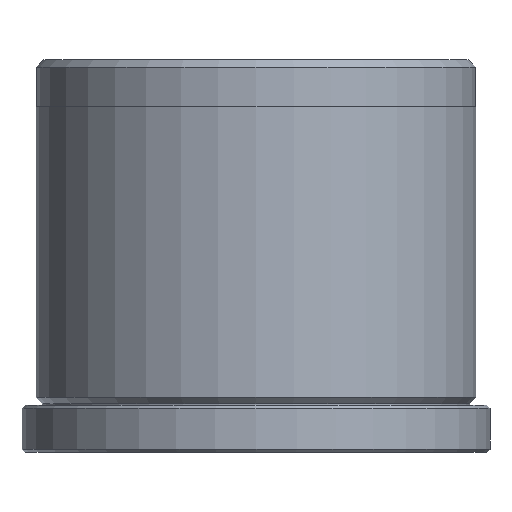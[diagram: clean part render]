
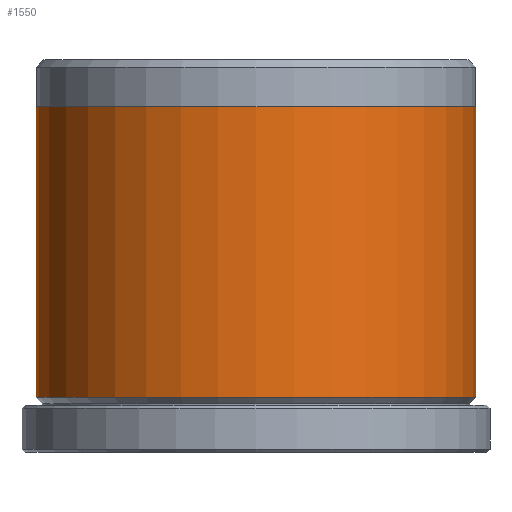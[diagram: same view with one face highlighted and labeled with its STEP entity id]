
A CAD part, front view. The second image highlights one B-rep face of the part: STEP entity #1550.
In plain terms, the highlighted cylindrical face has radius 14 mm (diameter 28 mm), a partial arc.
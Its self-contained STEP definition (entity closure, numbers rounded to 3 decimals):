
#12 = EDGE_CURVE ( 'NONE', #110, #678, #345, .T. ) ;
#110 = VERTEX_POINT ( 'NONE', #242 ) ;
#128 = ORIENTED_EDGE ( 'NONE', *, *, #1662, .F. ) ;
#134 = VECTOR ( 'NONE', #1468, 1000. ) ;
#214 = DIRECTION ( 'NONE',  ( -1., 0., 0. ) ) ;
#242 = CARTESIAN_POINT ( 'NONE',  ( -14., 0., 22. ) ) ;
#336 = CARTESIAN_POINT ( 'NONE',  ( 0., 0., 25. ) ) ;
#345 = CIRCLE ( 'NONE', #861, 14. ) ;
#388 = FACE_OUTER_BOUND ( 'NONE', #1281, .T. ) ;
#500 = EDGE_CURVE ( 'NONE', #110, #1206, #1224, .T. ) ;
#586 = ORIENTED_EDGE ( 'NONE', *, *, #1413, .F. ) ;
#630 = CARTESIAN_POINT ( 'NONE',  ( -14., 0., 25. ) ) ;
#676 = VECTOR ( 'NONE', #697, 1000. ) ;
#678 = VERTEX_POINT ( 'NONE', #2671 ) ;
#697 = DIRECTION ( 'NONE',  ( 0., 0., -1. ) ) ;
#838 = CARTESIAN_POINT ( 'NONE',  ( -14., 0., 3.5 ) ) ;
#861 = AXIS2_PLACEMENT_3D ( 'NONE', #2139, #2318, #2299 ) ;
#884 = CYLINDRICAL_SURFACE ( 'NONE', #1486, 14. ) ;
#1182 = LINE ( 'NONE', #1835, #134 ) ;
#1206 = VERTEX_POINT ( 'NONE', #838 ) ;
#1224 = LINE ( 'NONE', #630, #676 ) ;
#1281 = EDGE_LOOP ( 'NONE', ( #128, #1479, #2529, #586 ) ) ;
#1413 = EDGE_CURVE ( 'NONE', #1779, #1206, #2345, .T. ) ;
#1468 = DIRECTION ( 'NONE',  ( 0., 0., -1. ) ) ;
#1479 = ORIENTED_EDGE ( 'NONE', *, *, #12, .F. ) ;
#1486 = AXIS2_PLACEMENT_3D ( 'NONE', #336, #2382, #214 ) ;
#1550 = ADVANCED_FACE ( 'NONE', ( #388 ), #884, .T. ) ;
#1586 = CARTESIAN_POINT ( 'NONE',  ( 14., 0., 3.5 ) ) ;
#1598 = DIRECTION ( 'NONE',  ( -1., 0., 0. ) ) ;
#1607 = DIRECTION ( 'NONE',  ( 0., 0., -1. ) ) ;
#1661 = CARTESIAN_POINT ( 'NONE',  ( 0., 0., 3.5 ) ) ;
#1662 = EDGE_CURVE ( 'NONE', #678, #1779, #1182, .T. ) ;
#1779 = VERTEX_POINT ( 'NONE', #1586 ) ;
#1835 = CARTESIAN_POINT ( 'NONE',  ( 14., 0., 25. ) ) ;
#2139 = CARTESIAN_POINT ( 'NONE',  ( 0., 0., 22. ) ) ;
#2299 = DIRECTION ( 'NONE',  ( 1., 0., 0. ) ) ;
#2318 = DIRECTION ( 'NONE',  ( 0., 0., 1. ) ) ;
#2344 = AXIS2_PLACEMENT_3D ( 'NONE', #1661, #1607, #1598 ) ;
#2345 = CIRCLE ( 'NONE', #2344, 14. ) ;
#2382 = DIRECTION ( 'NONE',  ( 0., 0., -1. ) ) ;
#2529 = ORIENTED_EDGE ( 'NONE', *, *, #500, .T. ) ;
#2671 = CARTESIAN_POINT ( 'NONE',  ( 14., 0., 22. ) ) ;
